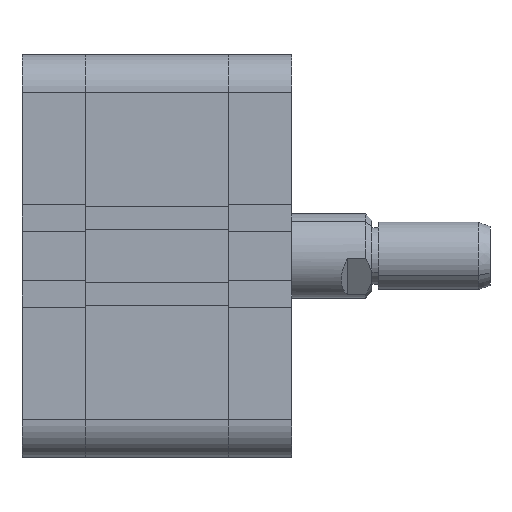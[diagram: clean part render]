
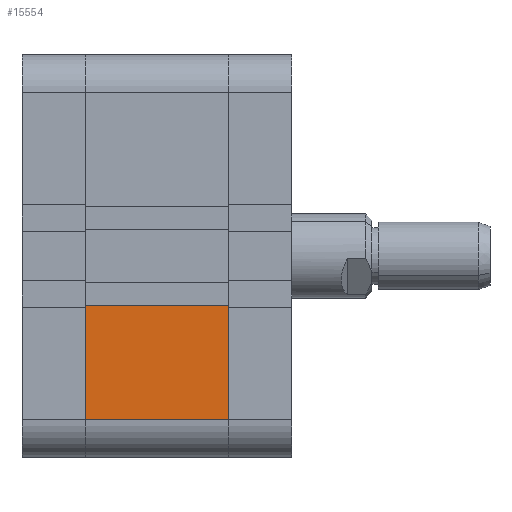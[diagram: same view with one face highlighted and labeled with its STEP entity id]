
A CAD part, front view. The second image highlights one B-rep face of the part: STEP entity #15554.
In plain terms, the highlighted planar face has unit normal (0, -1, 0).
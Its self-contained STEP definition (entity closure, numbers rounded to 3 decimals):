
#509 = LINE ( 'NONE', #7091, #31340 ) ;
#1630 = ORIENTED_EDGE ( 'NONE', *, *, #7747, .T. ) ;
#2193 = DIRECTION ( 'NONE',  ( 0., 1., 0. ) ) ;
#2194 = LINE ( 'NONE', #5283, #10499 ) ;
#2893 = EDGE_CURVE ( 'NONE', #3675, #23966, #6695, .T. ) ;
#3675 = VERTEX_POINT ( 'NONE', #9886 ) ;
#5283 = CARTESIAN_POINT ( 'NONE',  ( 34., -47.75, -47.75 ) ) ;
#6695 = LINE ( 'NONE', #12669, #19308 ) ;
#7091 = CARTESIAN_POINT ( 'NONE',  ( 34.001, -47.75, -11.8 ) ) ;
#7747 = EDGE_CURVE ( 'NONE', #15062, #3675, #509, .T. ) ;
#7820 = CARTESIAN_POINT ( 'NONE',  ( 34., -47.75, -47.75 ) ) ;
#8390 = DIRECTION ( 'NONE',  ( 0., 0., -1. ) ) ;
#9246 = EDGE_CURVE ( 'NONE', #23966, #33581, #24579, .T. ) ;
#9886 = CARTESIAN_POINT ( 'NONE',  ( 0., -47.75, -11.8 ) ) ;
#10499 = VECTOR ( 'NONE', #8390, 1000. ) ;
#12669 = CARTESIAN_POINT ( 'NONE',  ( 0., -47.75, -47.75 ) ) ;
#13601 = FACE_OUTER_BOUND ( 'NONE', #18380, .T. ) ;
#14727 = CARTESIAN_POINT ( 'NONE',  ( 34., -47.75, -11.8 ) ) ;
#15062 = VERTEX_POINT ( 'NONE', #14727 ) ;
#15554 = ADVANCED_FACE ( 'NONE', ( #13601 ), #25412, .F. ) ;
#16725 = CARTESIAN_POINT ( 'NONE',  ( 0., -47.75, -38.75 ) ) ;
#17128 = CARTESIAN_POINT ( 'NONE',  ( 34., -47.75, -38.75 ) ) ;
#18380 = EDGE_LOOP ( 'NONE', ( #1630, #29090, #37782, #24246 ) ) ;
#18442 = VECTOR ( 'NONE', #29630, 1000. ) ;
#18873 = DIRECTION ( 'NONE',  ( -1., 0., 0. ) ) ;
#19308 = VECTOR ( 'NONE', #30470, 1000. ) ;
#19614 = DIRECTION ( 'NONE',  ( 0., 0., 1. ) ) ;
#23966 = VERTEX_POINT ( 'NONE', #16725 ) ;
#24246 = ORIENTED_EDGE ( 'NONE', *, *, #29553, .F. ) ;
#24579 = LINE ( 'NONE', #32515, #18442 ) ;
#25412 = PLANE ( 'NONE',  #33484 ) ;
#29090 = ORIENTED_EDGE ( 'NONE', *, *, #2893, .T. ) ;
#29553 = EDGE_CURVE ( 'NONE', #15062, #33581, #2194, .T. ) ;
#29630 = DIRECTION ( 'NONE',  ( 1., 0., 0. ) ) ;
#30470 = DIRECTION ( 'NONE',  ( 0., 0., -1. ) ) ;
#31340 = VECTOR ( 'NONE', #18873, 1000. ) ;
#32515 = CARTESIAN_POINT ( 'NONE',  ( 34., -47.75, -38.75 ) ) ;
#33484 = AXIS2_PLACEMENT_3D ( 'NONE', #7820, #2193, #19614 ) ;
#33581 = VERTEX_POINT ( 'NONE', #17128 ) ;
#37782 = ORIENTED_EDGE ( 'NONE', *, *, #9246, .T. ) ;
